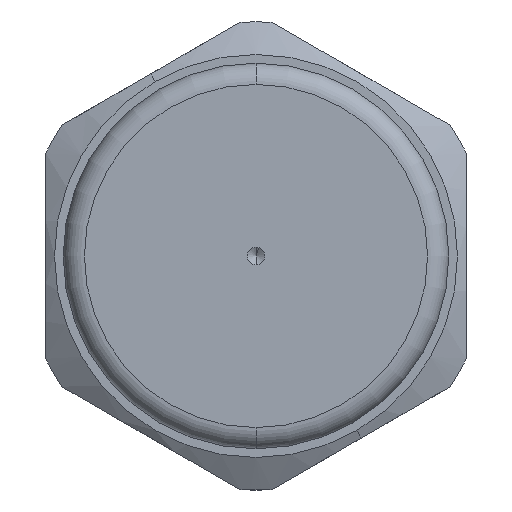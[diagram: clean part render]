
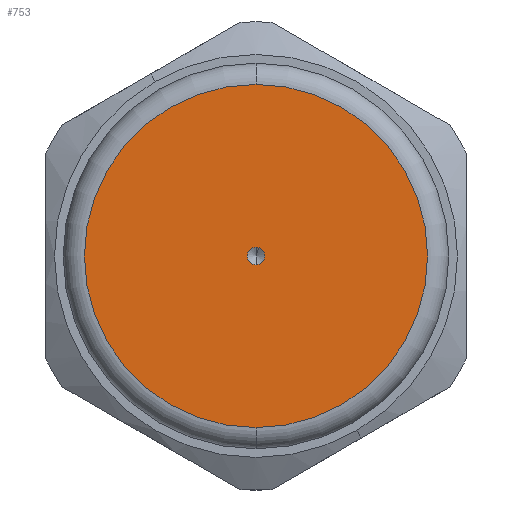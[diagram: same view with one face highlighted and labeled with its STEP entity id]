
A CAD part, left-side view. The second image highlights one B-rep face of the part: STEP entity #753.
In plain terms, the highlighted planar face has unit normal (-1, 0, 0).
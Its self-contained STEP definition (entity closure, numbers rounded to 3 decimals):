
#293 = EDGE_LOOP ( 'NONE', ( #7851, #7855 ) ) ;
#477 = EDGE_LOOP ( 'NONE', ( #7852, #7853 ) ) ;
#753 = ADVANCED_FACE ( 'NONE', ( #12804, #12811 ), #5238, .T. ) ;
#1523 = CIRCLE ( 'NONE', #10222, 0.6 ) ;
#1955 = CARTESIAN_POINT ( 'NONE',  ( -23.092, 0.082, 0. ) ) ;
#1956 = DIRECTION ( 'NONE',  ( 1., 0., 0. ) ) ;
#1957 = DIRECTION ( 'NONE',  ( 0., 0., -1. ) ) ;
#2045 = CARTESIAN_POINT ( 'NONE',  ( -23.092, 0.082, -0.6 ) ) ;
#2052 = CARTESIAN_POINT ( 'NONE',  ( -23.092, 0.082, -11.658 ) ) ;
#2055 = CARTESIAN_POINT ( 'NONE',  ( -23.092, 0.082, 0.6 ) ) ;
#2056 = CARTESIAN_POINT ( 'NONE',  ( -23.092, 0.082, 11.658 ) ) ;
#2212 = CARTESIAN_POINT ( 'NONE',  ( -23.092, 0.082, 0. ) ) ;
#2213 = DIRECTION ( 'NONE',  ( 1., 0., 0. ) ) ;
#2214 = DIRECTION ( 'NONE',  ( 0., 0., -1. ) ) ;
#3371 = CARTESIAN_POINT ( 'NONE',  ( -23.092, 0.082, 0. ) ) ;
#3372 = DIRECTION ( 'NONE',  ( 1., 0., 0. ) ) ;
#3373 = DIRECTION ( 'NONE',  ( 0., 0., -1. ) ) ;
#3714 = EDGE_CURVE ( 'NONE', #8805, #8795, #8444, .T. ) ;
#5236 = CARTESIAN_POINT ( 'NONE',  ( -23.092, 0.082, -0.6 ) ) ;
#5238 = PLANE ( 'NONE',  #9508 ) ;
#5357 = DIRECTION ( 'NONE',  ( 0., 0., 1. ) ) ;
#5362 = DIRECTION ( 'NONE',  ( -1., 0., 0. ) ) ;
#6500 = CIRCLE ( 'NONE', #10261, 11.658 ) ;
#6547 = CIRCLE ( 'NONE', #10287, 11.658 ) ;
#6765 = CARTESIAN_POINT ( 'NONE',  ( -23.092, 0.082, 0. ) ) ;
#6766 = DIRECTION ( 'NONE',  ( 1., 0., 0. ) ) ;
#6767 = DIRECTION ( 'NONE',  ( 0., 0., -1. ) ) ;
#7851 = ORIENTED_EDGE ( 'NONE', *, *, #10507, .T. ) ;
#7852 = ORIENTED_EDGE ( 'NONE', *, *, #8670, .F. ) ;
#7853 = ORIENTED_EDGE ( 'NONE', *, *, #8863, .F. ) ;
#7855 = ORIENTED_EDGE ( 'NONE', *, *, #3714, .T. ) ;
#8444 = CIRCLE ( 'NONE', #10381, 0.6 ) ;
#8670 = EDGE_CURVE ( 'NONE', #8802, #8806, #6500, .T. ) ;
#8795 = VERTEX_POINT ( 'NONE', #2045 ) ;
#8802 = VERTEX_POINT ( 'NONE', #2052 ) ;
#8805 = VERTEX_POINT ( 'NONE', #2055 ) ;
#8806 = VERTEX_POINT ( 'NONE', #2056 ) ;
#8863 = EDGE_CURVE ( 'NONE', #8806, #8802, #6547, .T. ) ;
#9508 = AXIS2_PLACEMENT_3D ( 'NONE', #5236, #5362, #5357 ) ;
#10222 = AXIS2_PLACEMENT_3D ( 'NONE', #6765, #6766, #6767 ) ;
#10261 = AXIS2_PLACEMENT_3D ( 'NONE', #1955, #1956, #1957 ) ;
#10287 = AXIS2_PLACEMENT_3D ( 'NONE', #2212, #2213, #2214 ) ;
#10381 = AXIS2_PLACEMENT_3D ( 'NONE', #3371, #3372, #3373 ) ;
#10507 = EDGE_CURVE ( 'NONE', #8795, #8805, #1523, .T. ) ;
#12804 = FACE_BOUND ( 'NONE', #293, .T. ) ;
#12811 = FACE_OUTER_BOUND ( 'NONE', #477, .T. ) ;
